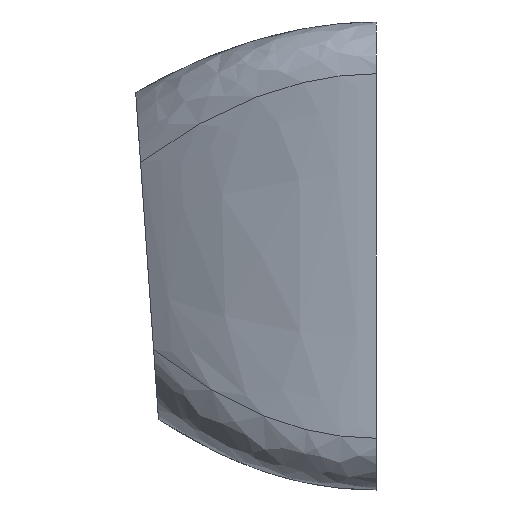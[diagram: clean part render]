
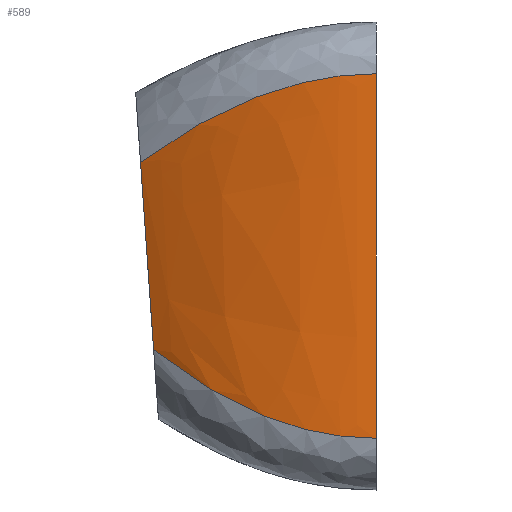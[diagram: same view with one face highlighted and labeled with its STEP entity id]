
A CAD part, left-side view. The second image highlights one B-rep face of the part: STEP entity #589.
In plain terms, the highlighted free-form (B-spline) face has degree [3, 3] with [4, 4] control points.
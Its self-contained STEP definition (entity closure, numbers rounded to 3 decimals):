
#21=LINE('',#1275,#66);
#28=LINE('',#1303,#73);
#66=VECTOR('',#664,10.);
#73=VECTOR('',#687,10.);
#129=B_SPLINE_SURFACE_WITH_KNOTS('',3,3,((#1332,#1333,#1334,#1335),(#1336,
#1337,#1338,#1339),(#1340,#1341,#1342,#1343),(#1344,#1345,#1346,#1347)),
 .UNSPECIFIED.,.F.,.F.,.F.,(4,4),(4,4),(0.,1.),(0.,1.),.UNSPECIFIED.);
#148=FACE_OUTER_BOUND('',#184,.T.);
#184=EDGE_LOOP('',(#453,#454,#455,#456));
#232=B_SPLINE_CURVE_WITH_KNOTS('',3,(#1324,#1325,#1326,#1327),
 .UNSPECIFIED.,.F.,.F.,(4,4),(0.,1.),.UNSPECIFIED.);
#234=B_SPLINE_CURVE_WITH_KNOTS('',3,(#1348,#1349,#1350,#1351),
 .UNSPECIFIED.,.F.,.F.,(4,4),(0.,1.),.UNSPECIFIED.);
#257=VERTEX_POINT('',#1272);
#258=VERTEX_POINT('',#1274);
#265=VERTEX_POINT('',#1289);
#271=VERTEX_POINT('',#1301);
#323=EDGE_CURVE('',#257,#258,#21,.T.);
#337=EDGE_CURVE('',#265,#271,#28,.T.);
#338=EDGE_CURVE('',#265,#257,#232,.T.);
#340=EDGE_CURVE('',#271,#258,#234,.T.);
#453=ORIENTED_EDGE('',*,*,#337,.T.);
#454=ORIENTED_EDGE('',*,*,#340,.T.);
#455=ORIENTED_EDGE('',*,*,#323,.F.);
#456=ORIENTED_EDGE('',*,*,#338,.F.);
#589=ADVANCED_FACE('',(#148),#129,.T.);
#664=DIRECTION('',(0.,0.,-1.));
#687=DIRECTION('',(0.,-0.07,-0.998));
#1272=CARTESIAN_POINT('',(0.,0.,16.1));
#1274=CARTESIAN_POINT('',(0.,0.,2.));
#1275=CARTESIAN_POINT('',(0.,0.,16.1));
#1289=CARTESIAN_POINT('',(2.7,9.12,12.669));
#1301=CARTESIAN_POINT('',(2.7,8.614,5.431));
#1303=CARTESIAN_POINT('',(2.7,9.12,12.669));
#1324=CARTESIAN_POINT('Ctrl Pts',(2.7,9.12,12.669));
#1325=CARTESIAN_POINT('Ctrl Pts',(0.9,6.08,14.956));
#1326=CARTESIAN_POINT('Ctrl Pts',(0.,2.956,
16.1));
#1327=CARTESIAN_POINT('Ctrl Pts',(0.,0.,16.1));
#1332=CARTESIAN_POINT('Ctrl Pts',(2.7,9.12,12.669));
#1333=CARTESIAN_POINT('Ctrl Pts',(0.9,6.08,14.956));
#1334=CARTESIAN_POINT('Ctrl Pts',(0.,2.956,
16.1));
#1335=CARTESIAN_POINT('Ctrl Pts',(0.,0.,16.1));
#1336=CARTESIAN_POINT('Ctrl Pts',(2.7,9.022,11.259));
#1337=CARTESIAN_POINT('Ctrl Pts',(0.939,6.014,13.324));
#1338=CARTESIAN_POINT('Ctrl Pts',(0.,2.956,
15.053));
#1339=CARTESIAN_POINT('Ctrl Pts',(0.,0.,15.053));
#1340=CARTESIAN_POINT('Ctrl Pts',(2.7,8.713,6.841));
#1341=CARTESIAN_POINT('Ctrl Pts',(0.939,5.808,4.776));
#1342=CARTESIAN_POINT('Ctrl Pts',(0.,2.956,
3.047));
#1343=CARTESIAN_POINT('Ctrl Pts',(0.,0.,3.047));
#1344=CARTESIAN_POINT('Ctrl Pts',(2.7,8.614,5.431));
#1345=CARTESIAN_POINT('Ctrl Pts',(0.9,5.743,3.144));
#1346=CARTESIAN_POINT('Ctrl Pts',(0.,2.956,
2.));
#1347=CARTESIAN_POINT('Ctrl Pts',(0.,0.,2.));
#1348=CARTESIAN_POINT('Ctrl Pts',(2.7,8.614,5.431));
#1349=CARTESIAN_POINT('Ctrl Pts',(0.9,5.743,3.144));
#1350=CARTESIAN_POINT('Ctrl Pts',(0.,2.956,
2.));
#1351=CARTESIAN_POINT('Ctrl Pts',(0.,0.,
2.));
